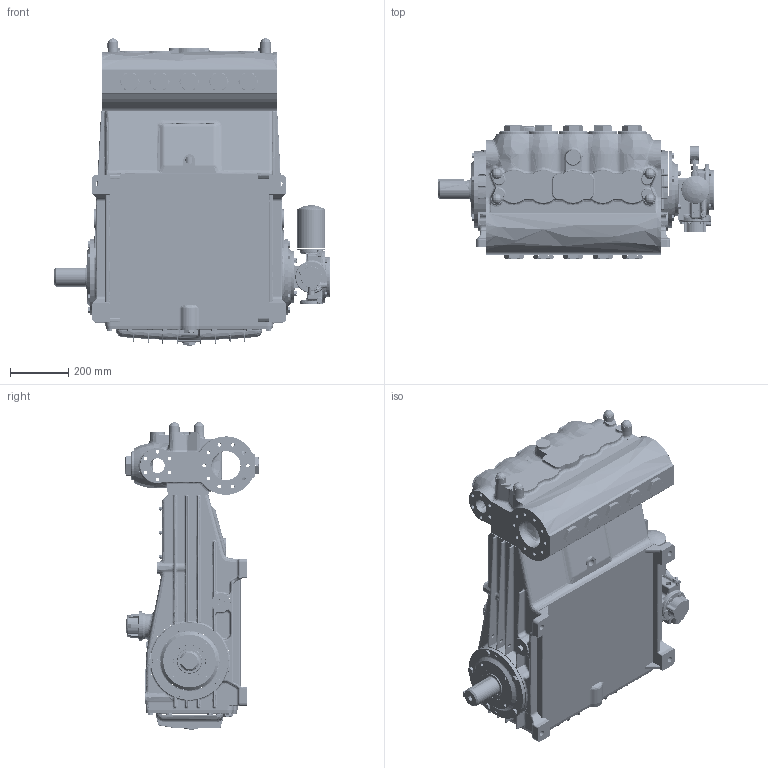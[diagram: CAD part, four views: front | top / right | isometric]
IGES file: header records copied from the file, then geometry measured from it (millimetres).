
Start section: SolidWorks IGES file using analytic representation for surfaces
Global section: file name: RAM100HCH.IGS; native system: SolidWorks 2016; preprocessor: SolidWorks 2016; author: DMM; date: 160511.070927; units: inch
Bounding box: 944.5 x 457 x 1053.66 mm (x, y, z)
Surface area: 4197602.2 mm2 (no closed solid volume)
Topology: 0 solids, 0 shells, 3377 faces, 84635 edges, 84565 vertices
Faces by surface type: bspline 1899, revolution 1478
